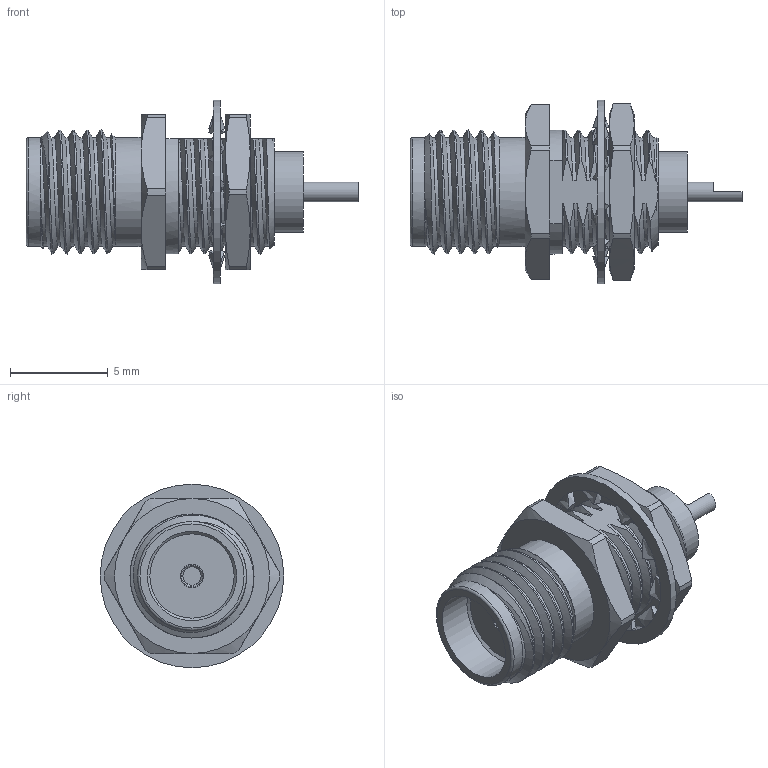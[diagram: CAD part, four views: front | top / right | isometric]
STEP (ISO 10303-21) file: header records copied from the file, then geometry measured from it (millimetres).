
FILE_DESCRIPTION (( 'STEP AP203' ), '1' );
FILE_NAME ('SC7121_3D.step', '2023-01-10T16:48:27', ( '' ), ( '' ), 'SwSTEP 2.0', 'SolidWorks 2021', '' );
FILE_SCHEMA (( 'CONFIG_CONTROL_DESIGN' ));
Length unit declared in the file: inch
Products named in the file (1): SC7121_3D
Bounding box: 17 x 9.4 x 9.4 mm (x, y, z)
Volume: 406.6 mm3; surface area: 707.1 mm2
Topology: 3 solids, 3 shells, 190 faces, 550 edges, 372 vertices
Faces by surface type: bspline 71, plane 51, cylinder 40, cone 27, torus 1
Full cylindrical faces by diameter (mm): 0.762 x1, 0.94 x1, 1.016 x1, 1.194 x1, 4.135 x1, 4.572 x1, 5.582 x2, 9.398 x1
Entity records: 15049 total; most frequent: CARTESIAN_POINT 10688, ORIENTED_EDGE 1066, DIRECTION 650, EDGE_CURVE 533, VERTEX_POINT 366, AXIS2_PLACEMENT_3D 243, EDGE_LOOP 211, FACE_OUTER_BOUND 200
